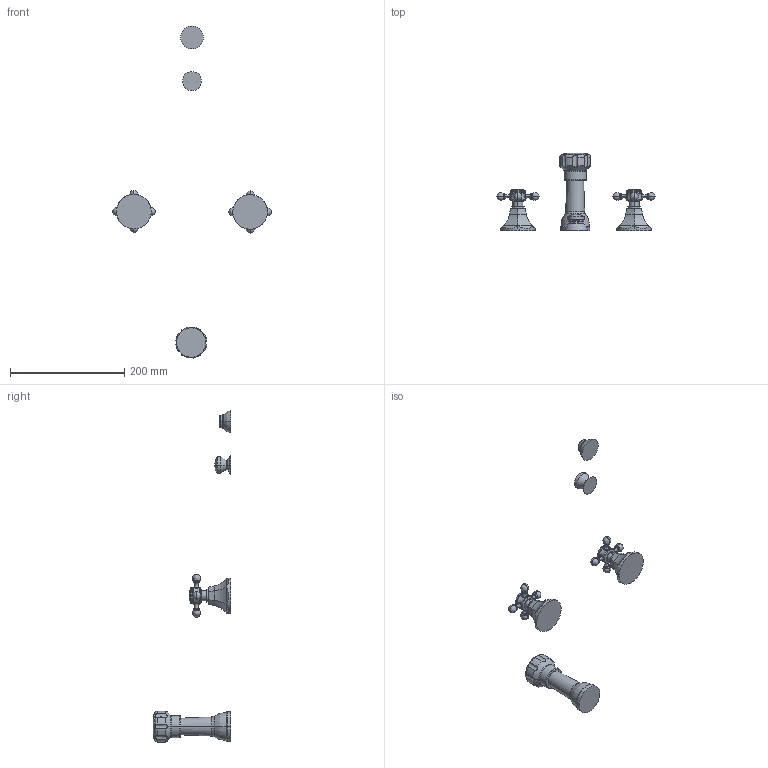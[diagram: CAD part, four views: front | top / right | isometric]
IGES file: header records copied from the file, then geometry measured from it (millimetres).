
Start section:  PTC IGES file: 1229.igs
Global section: file name: 1229.igs; native system: Creo Parametric by PTC Inc.; preprocessor: 2018400; author: jinson.thomas; organization: Unknown; date: 20210127.143259; units: inch
Bounding box: 277.24 x 135.97 x 580.54 mm (x, y, z)
Volume: 360228.8 mm3; surface area: 64435.3 mm2
Topology: 5 solids, 5 shells, 510 faces, 1205 edges, 720 vertices
Faces by surface type: revolution 356, bspline 146, extrusion 8
